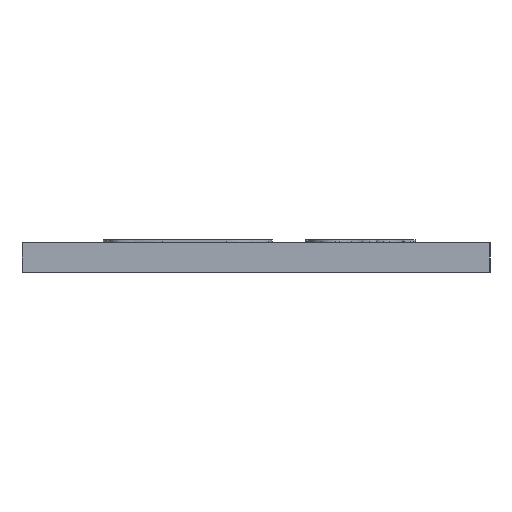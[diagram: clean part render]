
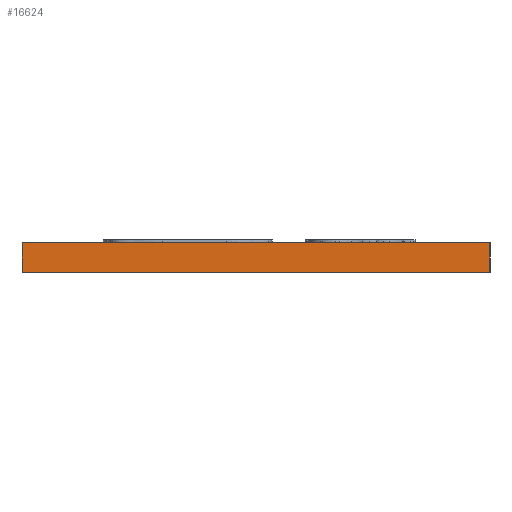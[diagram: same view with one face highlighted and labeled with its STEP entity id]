
A CAD part, left-side view. The second image highlights one B-rep face of the part: STEP entity #16624.
In plain terms, the highlighted planar face has unit normal (-1, 0, 0).
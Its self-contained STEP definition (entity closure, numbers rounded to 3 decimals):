
#222=PLANE('',#16773);
#1149=FACE_OUTER_BOUND('',#2158,.T.);
#2158=EDGE_LOOP('',(#14871,#14872,#14873,#14874));
#2212=LINE('',#18722,#3157);
#3097=LINE('',#33408,#4042);
#3098=LINE('',#33409,#4043);
#3099=LINE('',#33410,#4044);
#3157=VECTOR('',#16835,10.);
#4042=VECTOR('',#17966,10.);
#4043=VECTOR('',#17967,10.);
#4044=VECTOR('',#17968,10.);
#5716=VERTEX_POINT('',#18707);
#5723=VERTEX_POINT('',#18720);
#7320=VERTEX_POINT('',#33406);
#7321=VERTEX_POINT('',#33407);
#7446=EDGE_CURVE('',#5723,#5716,#2212,.T.);
#9841=EDGE_CURVE('',#7320,#7321,#3097,.T.);
#9842=EDGE_CURVE('',#7320,#5716,#3098,.T.);
#9843=EDGE_CURVE('',#7321,#5723,#3099,.T.);
#14871=ORIENTED_EDGE('',*,*,#9841,.F.);
#14872=ORIENTED_EDGE('',*,*,#9842,.T.);
#14873=ORIENTED_EDGE('',*,*,#7446,.F.);
#14874=ORIENTED_EDGE('',*,*,#9843,.F.);
#16624=ADVANCED_FACE('',(#1149),#222,.T.);
#16773=AXIS2_PLACEMENT_3D('',#33405,#17964,#17965);
#16835=DIRECTION('',(0.,-1.,0.));
#17964=DIRECTION('center_axis',(-1.,0.,0.));
#17965=DIRECTION('ref_axis',(0.,-1.,0.));
#17966=DIRECTION('',(0.,1.,0.));
#17967=DIRECTION('',(0.,0.,1.));
#17968=DIRECTION('',(0.,0.,1.));
#18707=CARTESIAN_POINT('',(-0.281,14.37,1.));
#18720=CARTESIAN_POINT('',(-0.281,30.036,1.));
#18722=CARTESIAN_POINT('',(-0.281,14.37,1.));
#33405=CARTESIAN_POINT('Origin',(-0.281,30.036,0.));
#33406=CARTESIAN_POINT('',(-0.281,14.37,0.));
#33407=CARTESIAN_POINT('',(-0.281,30.036,0.));
#33408=CARTESIAN_POINT('',(-0.281,14.37,0.));
#33409=CARTESIAN_POINT('',(-0.281,14.37,0.));
#33410=CARTESIAN_POINT('',(-0.281,30.036,0.));
